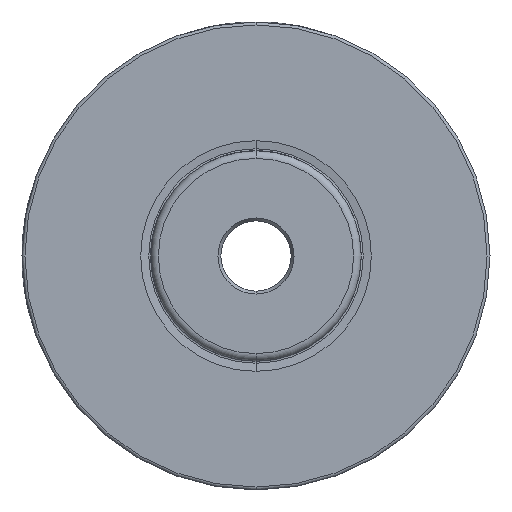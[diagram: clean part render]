
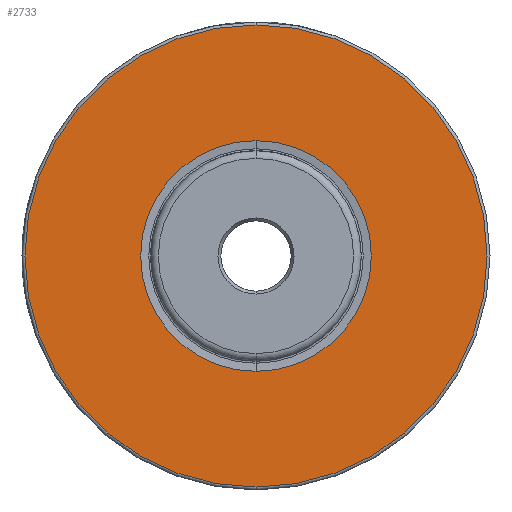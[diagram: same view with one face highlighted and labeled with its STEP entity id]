
A CAD part, left-side view. The second image highlights one B-rep face of the part: STEP entity #2733.
In plain terms, the highlighted planar face has unit normal (-1, 0, 0).
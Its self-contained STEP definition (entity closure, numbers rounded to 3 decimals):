
#11 = ORIENTED_EDGE ( 'NONE', *, *, #1485, .T. ) ;
#70 = FACE_OUTER_BOUND ( 'NONE', #1092, .T. ) ;
#166 = CIRCLE ( 'NONE', #2154, 19.715 ) ;
#373 = EDGE_CURVE ( 'NONE', #1082, #1656, #485, .T. ) ;
#383 = CARTESIAN_POINT ( 'NONE',  ( 0., 0., -39.5 ) ) ;
#485 = CIRCLE ( 'NONE', #1539, 19.715 ) ;
#518 = VERTEX_POINT ( 'NONE', #383 ) ;
#521 = CARTESIAN_POINT ( 'NONE',  ( 0., 0., 0. ) ) ;
#549 = CIRCLE ( 'NONE', #3107, 39.5 ) ;
#663 = PLANE ( 'NONE',  #1205 ) ;
#716 = DIRECTION ( 'NONE',  ( -1., 0., 0. ) ) ;
#741 = DIRECTION ( 'NONE',  ( 0., 0., 1. ) ) ;
#804 = DIRECTION ( 'NONE',  ( 0., 0., 1. ) ) ;
#1082 = VERTEX_POINT ( 'NONE', #2574 ) ;
#1092 = EDGE_LOOP ( 'NONE', ( #2561, #11 ) ) ;
#1119 = EDGE_LOOP ( 'NONE', ( #2209, #1998 ) ) ;
#1205 = AXIS2_PLACEMENT_3D ( 'NONE', #2004, #2272, #2544 ) ;
#1352 = DIRECTION ( 'NONE',  ( -1., 0., 0. ) ) ;
#1485 = EDGE_CURVE ( 'NONE', #518, #2964, #3355, .T. ) ;
#1490 = EDGE_CURVE ( 'NONE', #2964, #518, #549, .T. ) ;
#1535 = FACE_BOUND ( 'NONE', #1119, .T. ) ;
#1539 = AXIS2_PLACEMENT_3D ( 'NONE', #1835, #2545, #741 ) ;
#1656 = VERTEX_POINT ( 'NONE', #2362 ) ;
#1835 = CARTESIAN_POINT ( 'NONE',  ( 0., 0., 0. ) ) ;
#1848 = CARTESIAN_POINT ( 'NONE',  ( 0., 0., 39.5 ) ) ;
#1998 = ORIENTED_EDGE ( 'NONE', *, *, #2049, .F. ) ;
#2004 = CARTESIAN_POINT ( 'NONE',  ( 0., 19.715, 0. ) ) ;
#2049 = EDGE_CURVE ( 'NONE', #1656, #1082, #166, .T. ) ;
#2154 = AXIS2_PLACEMENT_3D ( 'NONE', #2331, #716, #2599 ) ;
#2209 = ORIENTED_EDGE ( 'NONE', *, *, #373, .F. ) ;
#2272 = DIRECTION ( 'NONE',  ( 1., 0., 0. ) ) ;
#2331 = CARTESIAN_POINT ( 'NONE',  ( 0., 0., 0. ) ) ;
#2362 = CARTESIAN_POINT ( 'NONE',  ( 0., 0., -19.715 ) ) ;
#2407 = DIRECTION ( 'NONE',  ( -1., 0., 0. ) ) ;
#2544 = DIRECTION ( 'NONE',  ( 0., 0., -1. ) ) ;
#2545 = DIRECTION ( 'NONE',  ( -1., 0., 0. ) ) ;
#2561 = ORIENTED_EDGE ( 'NONE', *, *, #1490, .T. ) ;
#2574 = CARTESIAN_POINT ( 'NONE',  ( 0., 0., 19.715 ) ) ;
#2599 = DIRECTION ( 'NONE',  ( 0., 0., 1. ) ) ;
#2733 = ADVANCED_FACE ( 'NONE', ( #1535, #70 ), #663, .F. ) ;
#2923 = AXIS2_PLACEMENT_3D ( 'NONE', #521, #2407, #804 ) ;
#2954 = CARTESIAN_POINT ( 'NONE',  ( 0., 0., 0. ) ) ;
#2964 = VERTEX_POINT ( 'NONE', #1848 ) ;
#3107 = AXIS2_PLACEMENT_3D ( 'NONE', #2954, #1352, #3234 ) ;
#3234 = DIRECTION ( 'NONE',  ( 0., 0., 1. ) ) ;
#3355 = CIRCLE ( 'NONE', #2923, 39.5 ) ;
